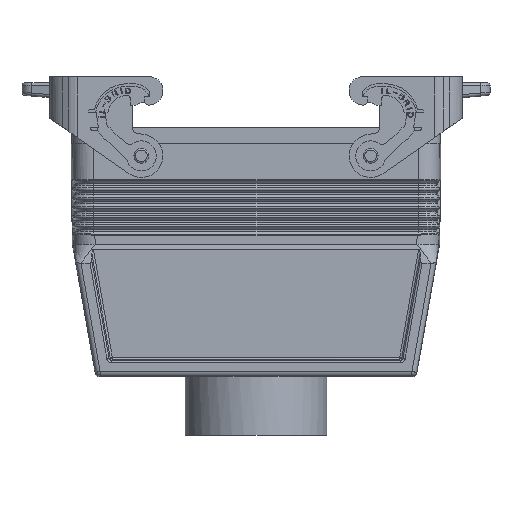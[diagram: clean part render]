
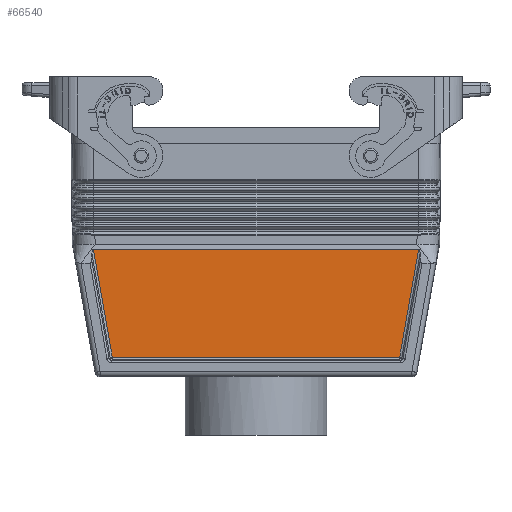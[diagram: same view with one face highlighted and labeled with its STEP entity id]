
A CAD part, front view. The second image highlights one B-rep face of the part: STEP entity #66540.
In plain terms, the highlighted face is planar.
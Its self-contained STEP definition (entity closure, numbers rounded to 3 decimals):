
#450=CARTESIAN_POINT('',(417.083,-16.265,
69.818));
#460=VERTEX_POINT('',#450);
#61540=CARTESIAN_POINT('',(417.083,-22.423,
34.87));
#61550=VERTEX_POINT('',#61540);
#61580=CARTESIAN_POINT('',(417.083,44.373,
34.87));
#61590=DIRECTION('',(0.,-1.,0.));
#61600=VECTOR('',#61590,1.);
#61610=LINE('',#61580,#61600);
#61620=CARTESIAN_POINT('',(417.083,83.235,
34.87));
#61630=VERTEX_POINT('',#61620);
#61640=EDGE_CURVE('',#61630,#61550,#61610,.T.);
#66260=CARTESIAN_POINT('',(417.083,-12.317,
48.893));
#66270=DIRECTION('',(1.,0.,0.));
#66280=DIRECTION('',(0.,1.,0.));
#66290=AXIS2_PLACEMENT_3D('',#66260,#66270,#66280);
#66300=PLANE('',#66290);
#66310=ORIENTED_EDGE('',*,*,#61640,.F.);
#66320=CARTESIAN_POINT('',(417.083,-26.411,
12.233));
#66330=DIRECTION('',(0.,-0.174,-0.985));
#66340=VECTOR('',#66330,1.);
#66350=LINE('',#66320,#66340);
#66360=EDGE_CURVE('',#460,#61550,#66350,.T.);
#66370=ORIENTED_EDGE('',*,*,#66360,.T.);
#66380=CARTESIAN_POINT('',(417.083,44.373,
69.818));
#66390=DIRECTION('',(0.,-1.,0.));
#66400=VECTOR('',#66390,1.);
#66410=LINE('',#66380,#66400);
#66420=CARTESIAN_POINT('',(417.083,77.078,
69.818));
#66430=VERTEX_POINT('',#66420);
#66440=EDGE_CURVE('',#66430,#460,#66410,.T.);
#66450=ORIENTED_EDGE('',*,*,#66440,.T.);
#66460=CARTESIAN_POINT('',(417.083,87.223,
12.233));
#66470=DIRECTION('',(0.,0.174,-0.985));
#66480=VECTOR('',#66470,1.);
#66490=LINE('',#66460,#66480);
#66500=EDGE_CURVE('',#66430,#61630,#66490,.T.);
#66510=ORIENTED_EDGE('',*,*,#66500,.F.);
#66520=EDGE_LOOP('',(#66510,#66450,#66370,#66310));
#66530=FACE_OUTER_BOUND('',#66520,.T.);
#66540=ADVANCED_FACE('',(#66530),#66300,.T.);
